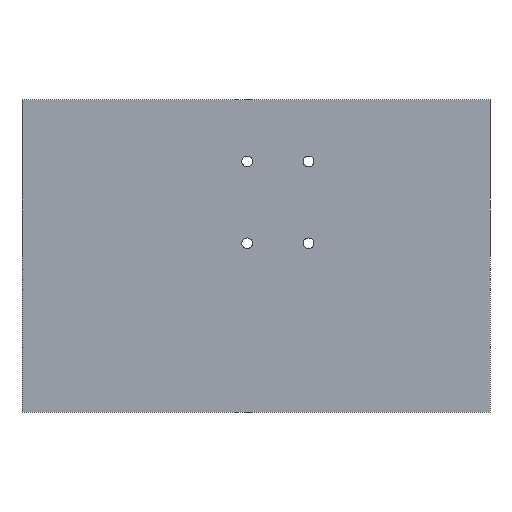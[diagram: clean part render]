
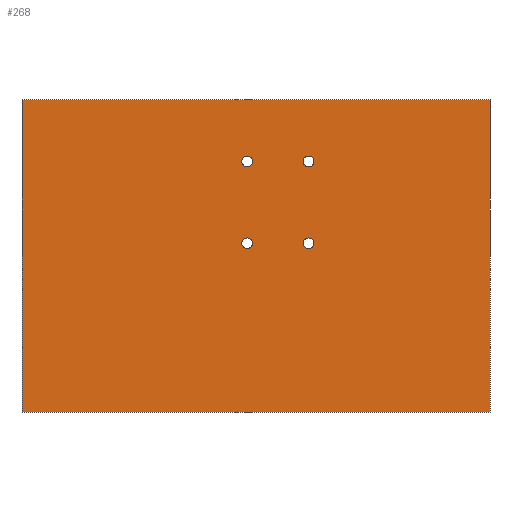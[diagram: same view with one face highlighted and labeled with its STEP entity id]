
A CAD part, front view. The second image highlights one B-rep face of the part: STEP entity #268.
In plain terms, the highlighted planar face has unit normal (0, -1, 0).
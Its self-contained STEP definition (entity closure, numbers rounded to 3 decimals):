
#5 = VERTEX_POINT ( 'NONE', #256 ) ;
#10 = CARTESIAN_POINT ( 'NONE',  ( 220., 0., -65.25 ) ) ;
#11 = CARTESIAN_POINT ( 'NONE',  ( 280., 0., -134.75 ) ) ;
#12 = VERTEX_POINT ( 'NONE', #36 ) ;
#14 = CARTESIAN_POINT ( 'NONE',  ( 280., 0., -54.75 ) ) ;
#18 = CARTESIAN_POINT ( 'NONE',  ( 457.2, 0., 0. ) ) ;
#19 = VERTEX_POINT ( 'NONE', #253 ) ;
#25 = CARTESIAN_POINT ( 'NONE',  ( 0., 0., -304.8 ) ) ;
#27 = DIRECTION ( 'NONE',  ( 0., -1., 0. ) ) ;
#30 = VERTEX_POINT ( 'NONE', #249 ) ;
#31 = CARTESIAN_POINT ( 'NONE',  ( 280., 0., -65.25 ) ) ;
#35 = VERTEX_POINT ( 'NONE', #255 ) ;
#36 = CARTESIAN_POINT ( 'NONE',  ( 0., 0., -304.8 ) ) ;
#39 = CARTESIAN_POINT ( 'NONE',  ( 220., 0., -145.25 ) ) ;
#49 = VERTEX_POINT ( 'NONE', #10 ) ;
#51 = VERTEX_POINT ( 'NONE', #11 ) ;
#53 = VERTEX_POINT ( 'NONE', #31 ) ;
#56 = VERTEX_POINT ( 'NONE', #39 ) ;
#68 = CARTESIAN_POINT ( 'NONE',  ( 457.2, 0., -304.8 ) ) ;
#69 = PLANE ( 'NONE',  #462 ) ;
#73 = VERTEX_POINT ( 'NONE', #14 ) ;
#74 = DIRECTION ( 'NONE',  ( 0., 0., -1. ) ) ;
#81 = ORIENTED_EDGE ( 'NONE', *, *, #436, .F. ) ;
#86 = EDGE_LOOP ( 'NONE', ( #117, #90, #219, #210 ) ) ;
#90 = ORIENTED_EDGE ( 'NONE', *, *, #441, .F. ) ;
#95 = ORIENTED_EDGE ( 'NONE', *, *, #440, .F. ) ;
#96 = ORIENTED_EDGE ( 'NONE', *, *, #447, .F. ) ;
#100 = ORIENTED_EDGE ( 'NONE', *, *, #423, .F. ) ;
#102 = EDGE_LOOP ( 'NONE', ( #100, #199 ) ) ;
#111 = FACE_OUTER_BOUND ( 'NONE', #86, .T. ) ;
#114 = CIRCLE ( 'NONE', #430, 5.25 ) ;
#117 = ORIENTED_EDGE ( 'NONE', *, *, #450, .F. ) ;
#127 = FACE_BOUND ( 'NONE', #135, .T. ) ;
#128 = FACE_BOUND ( 'NONE', #102, .T. ) ;
#131 = FACE_BOUND ( 'NONE', #202, .T. ) ;
#135 = EDGE_LOOP ( 'NONE', ( #166, #81 ) ) ;
#154 = VECTOR ( 'NONE', #375, 1000. ) ;
#166 = ORIENTED_EDGE ( 'NONE', *, *, #446, .F. ) ;
#174 = ORIENTED_EDGE ( 'NONE', *, *, #427, .F. ) ;
#178 = CIRCLE ( 'NONE', #459, 5.25 ) ;
#183 = LINE ( 'NONE', #328, #232 ) ;
#189 = EDGE_LOOP ( 'NONE', ( #96, #95 ) ) ;
#192 = FACE_BOUND ( 'NONE', #189, .T. ) ;
#194 = LINE ( 'NONE', #376, #154 ) ;
#196 = CIRCLE ( 'NONE', #466, 5.25 ) ;
#197 = ORIENTED_EDGE ( 'NONE', *, *, #422, .F. ) ;
#199 = ORIENTED_EDGE ( 'NONE', *, *, #435, .F. ) ;
#202 = EDGE_LOOP ( 'NONE', ( #197, #174 ) ) ;
#203 = VECTOR ( 'NONE', #340, 1000. ) ;
#204 = CIRCLE ( 'NONE', #472, 5.25 ) ;
#207 = LINE ( 'NONE', #339, #203 ) ;
#210 = ORIENTED_EDGE ( 'NONE', *, *, #437, .F. ) ;
#219 = ORIENTED_EDGE ( 'NONE', *, *, #417, .F. ) ;
#232 = VECTOR ( 'NONE', #329, 1000. ) ;
#234 = CIRCLE ( 'NONE', #480, 5.25 ) ;
#241 = DIRECTION ( 'NONE',  ( 0., -1., 0. ) ) ;
#248 = VERTEX_POINT ( 'NONE', #68 ) ;
#249 = CARTESIAN_POINT ( 'NONE',  ( 220., 0., -134.75 ) ) ;
#251 = VERTEX_POINT ( 'NONE', #18 ) ;
#253 = CARTESIAN_POINT ( 'NONE',  ( 220., 0., -54.75 ) ) ;
#255 = CARTESIAN_POINT ( 'NONE',  ( 280., 0., -145.25 ) ) ;
#256 = CARTESIAN_POINT ( 'NONE',  ( 0., 0., 0. ) ) ;
#268 = ADVANCED_FACE ( 'NONE', ( #127, #128, #131, #192, #111 ), #69, .T. ) ;
#300 = DIRECTION ( 'NONE',  ( 0., 0., -1. ) ) ;
#301 = CARTESIAN_POINT ( 'NONE',  ( 280., 0., -140. ) ) ;
#302 = DIRECTION ( 'NONE',  ( 0., -1., 0. ) ) ;
#303 = DIRECTION ( 'NONE',  ( 0., 0., -1. ) ) ;
#306 = CARTESIAN_POINT ( 'NONE',  ( 280., 0., -60. ) ) ;
#312 = DIRECTION ( 'NONE',  ( 0., -1., 0. ) ) ;
#313 = DIRECTION ( 'NONE',  ( 0., 0., -1. ) ) ;
#320 = CARTESIAN_POINT ( 'NONE',  ( 220., 0., -140. ) ) ;
#323 = CARTESIAN_POINT ( 'NONE',  ( 280., 0., -140. ) ) ;
#324 = DIRECTION ( 'NONE',  ( 0., -1., 0. ) ) ;
#325 = DIRECTION ( 'NONE',  ( 0., 0., -1. ) ) ;
#326 = DIRECTION ( 'NONE',  ( 0., -1., 0. ) ) ;
#327 = DIRECTION ( 'NONE',  ( 0., 0., -1. ) ) ;
#328 = CARTESIAN_POINT ( 'NONE',  ( 0., 0., 0. ) ) ;
#329 = DIRECTION ( 'NONE',  ( 1., 0., 0. ) ) ;
#335 = CARTESIAN_POINT ( 'NONE',  ( 220., 0., -60. ) ) ;
#337 = DIRECTION ( 'NONE',  ( 0., -1., 0. ) ) ;
#338 = DIRECTION ( 'NONE',  ( 0., 0., -1. ) ) ;
#339 = CARTESIAN_POINT ( 'NONE',  ( 0., 0., -304.8 ) ) ;
#340 = DIRECTION ( 'NONE',  ( -1., 0., 0. ) ) ;
#343 = CARTESIAN_POINT ( 'NONE',  ( 220., 0., -140. ) ) ;
#348 = CARTESIAN_POINT ( 'NONE',  ( 220., 0., -60. ) ) ;
#352 = DIRECTION ( 'NONE',  ( 0., -1., 0. ) ) ;
#353 = DIRECTION ( 'NONE',  ( 0., 0., -1. ) ) ;
#355 = DIRECTION ( 'NONE',  ( 0., -1., 0. ) ) ;
#356 = DIRECTION ( 'NONE',  ( 0., 0., -1. ) ) ;
#361 = CARTESIAN_POINT ( 'NONE',  ( 0., 0., 0. ) ) ;
#362 = DIRECTION ( 'NONE',  ( 0., 0., 1. ) ) ;
#375 = DIRECTION ( 'NONE',  ( 0., 0., -1. ) ) ;
#376 = CARTESIAN_POINT ( 'NONE',  ( 457.2, 0., 0. ) ) ;
#407 = CARTESIAN_POINT ( 'NONE',  ( 280., 0., -60. ) ) ;
#417 = EDGE_CURVE ( 'NONE', #251, #248, #194, .T. ) ;
#422 = EDGE_CURVE ( 'NONE', #73, #53, #178, .T. ) ;
#423 = EDGE_CURVE ( 'NONE', #51, #35, #196, .T. ) ;
#427 = EDGE_CURVE ( 'NONE', #53, #73, #204, .T. ) ;
#430 = AXIS2_PLACEMENT_3D ( 'NONE', #323, #324, #325 ) ;
#435 = EDGE_CURVE ( 'NONE', #35, #51, #114, .T. ) ;
#436 = EDGE_CURVE ( 'NONE', #56, #30, #234, .T. ) ;
#437 = EDGE_CURVE ( 'NONE', #5, #251, #183, .T. ) ;
#440 = EDGE_CURVE ( 'NONE', #49, #19, #505, .T. ) ;
#441 = EDGE_CURVE ( 'NONE', #248, #12, #207, .T. ) ;
#446 = EDGE_CURVE ( 'NONE', #30, #56, #528, .T. ) ;
#447 = EDGE_CURVE ( 'NONE', #19, #49, #514, .T. ) ;
#450 = EDGE_CURVE ( 'NONE', #12, #5, #510, .T. ) ;
#459 = AXIS2_PLACEMENT_3D ( 'NONE', #407, #241, #300 ) ;
#462 = AXIS2_PLACEMENT_3D ( 'NONE', #25, #27, #74 ) ;
#466 = AXIS2_PLACEMENT_3D ( 'NONE', #301, #302, #303 ) ;
#472 = AXIS2_PLACEMENT_3D ( 'NONE', #306, #312, #313 ) ;
#473 = AXIS2_PLACEMENT_3D ( 'NONE', #335, #337, #338 ) ;
#478 = AXIS2_PLACEMENT_3D ( 'NONE', #343, #352, #353 ) ;
#480 = AXIS2_PLACEMENT_3D ( 'NONE', #320, #326, #327 ) ;
#488 = AXIS2_PLACEMENT_3D ( 'NONE', #348, #355, #356 ) ;
#505 = CIRCLE ( 'NONE', #473, 5.25 ) ;
#510 = LINE ( 'NONE', #361, #515 ) ;
#514 = CIRCLE ( 'NONE', #488, 5.25 ) ;
#515 = VECTOR ( 'NONE', #362, 1000. ) ;
#528 = CIRCLE ( 'NONE', #478, 5.25 ) ;
